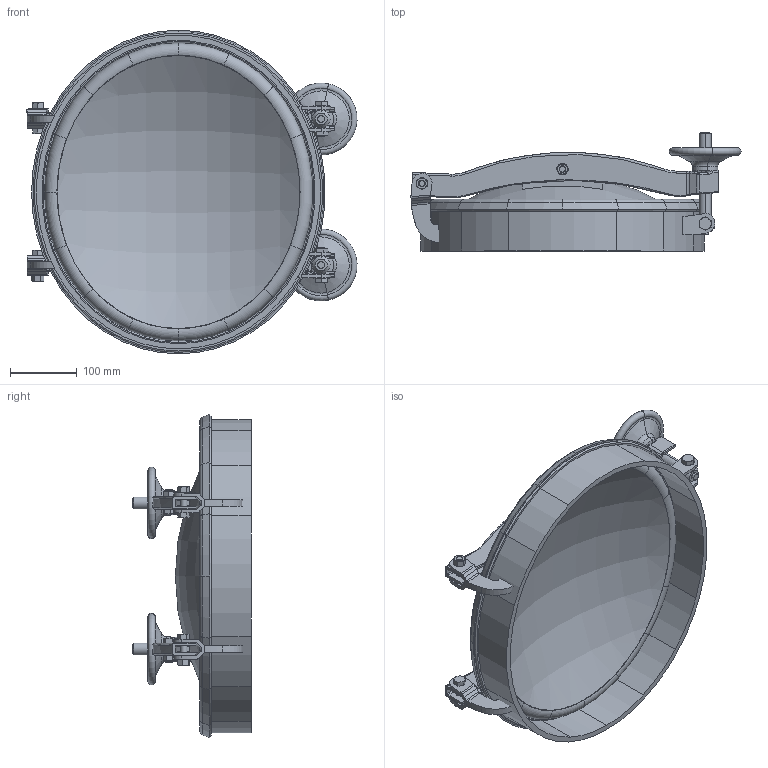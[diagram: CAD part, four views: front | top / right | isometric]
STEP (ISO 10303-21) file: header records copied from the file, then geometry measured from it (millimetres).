
FILE_DESCRIPTION (( 'STEP AP203' ), '1' );
FILE_NAME ('porte complete p21-116.STEP', '2009-10-08T11:55:02', ( 'BE' ), ( 'BOYER SA' ), 'SwSTEP 2.0', 'SolidWorks 2008', '' );
FILE_SCHEMA (( 'CONFIG_CONTROL_DESIGN' ));
Length unit declared in the file: millimetre
Products named in the file (17): porte complete p21-116; CAOV 6L PO SP 08 411 455 60 (0720100025)_Défaut; POV 6L BR P   25 407 452 (0710100014)_Défaut; joint pour p21-116_Défaut; AME 4L BR K116 (0730200018)_Défaut; Hex Nut Style 2 GradeAB_ISO_Hexagon Nut ISO - 4033 - M10 - D - N; BRAC 4L BR K 116 (0730100017)_Défaut; PABO 4L BR S 05 100 30 (0660800004)_Défaut; GU18 6L BR WD122  75 137 (0610100055)_Défaut; Hex Screw GradeAB_ISO_ISO 8676 - M12x1.5 x 45-N; Hex Thin Nut Fine GradeAB_ISO_Hexagon Nut ISO - 8675 - M12 x 1.5 - N; PSCA 4L BR S 05 70 30 12.2 (0660900018)coupe p21-116 ext _Défaut; PSCA 4L BR S 05 70 30 12.2 (0660900018)coupe p21-116 int _Défaut; VOL 39 CB OD114 108 18 (0750100023)_Défaut; ECFR 4L BR F10 (0770500008)_écrou h M12; THPF 04 BR F 10  30  15 (0770300081)_Vis H M12 Lg 30; THPF 04 BR F 10  40  26 (0770300057)_Vis H M12 Lg 40
Assembly tree (29 placements, depth 2):
  porte complete p21-116
    GU18 6L BR WD122  75 137 (0610100055)_Défaut  x2
    BRAC 4L BR K 116 (0730100017)_Défaut  x2
    AME 4L BR K116 (0730200018)_Défaut  x2
    PSCA 4L BR S 05 70 30 12.2 (0660900018)coupe p21-116 int _Défaut  x2
    joint pour p21-116_Défaut
    CAOV 6L PO SP 08 411 455 60 (0720100025)_Défaut
    THPF 04 BR F 10  30  15 (0770300081)_Vis H M12 Lg 30  x2
    THPF 04 BR F 10  40  26 (0770300057)_Vis H M12 Lg 40  x2
    Hex Screw GradeAB_ISO_ISO 8676 - M12x1.5 x 45-N  x2
    POV 6L BR P   25 407 452 (0710100014)_Défaut
    VOL 39 CB OD114 108 18 (0750100023)_Défaut  x2
    Hex Thin Nut Fine GradeAB_ISO_Hexagon Nut ISO - 8675 - M12 x 1.5 - N  x2
    PABO 4L BR S 05 100 30 (0660800004)_Défaut  x2
    Hex Nut Style 2 GradeAB_ISO_Hexagon Nut ISO - 4033 - M10 - D - N  x2
    PSCA 4L BR S 05 70 30 12.2 (0660900018)coupe p21-116 ext _Défaut  x2
    ECFR 4L BR F10 (0770500008)_écrou h M12  x2
Bounding box: 496.24 x 178.32 x 486.72 mm (x, y, z)
Volume: 1636310 mm3; surface area: 1016156.7 mm2
Topology: 28 solids, 30 shells, 1103 faces, 2587 edges, 1541 vertices
Faces by surface type: cylinder 306, plane 281, cone 244, torus 162, bspline 78, sphere 32
Entity records: 23815 total; most frequent: CARTESIAN_POINT 6370, DIRECTION 3409, ORIENTED_EDGE 3156, EDGE_CURVE 1578, AXIS2_PLACEMENT_3D 1438, VERTEX_POINT 927, CIRCLE 763, EDGE_LOOP 717
